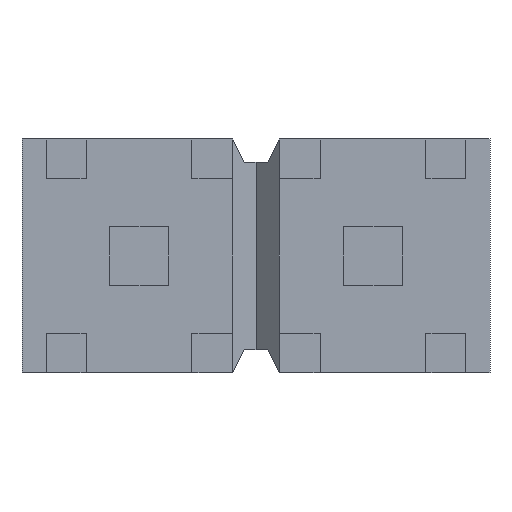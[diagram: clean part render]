
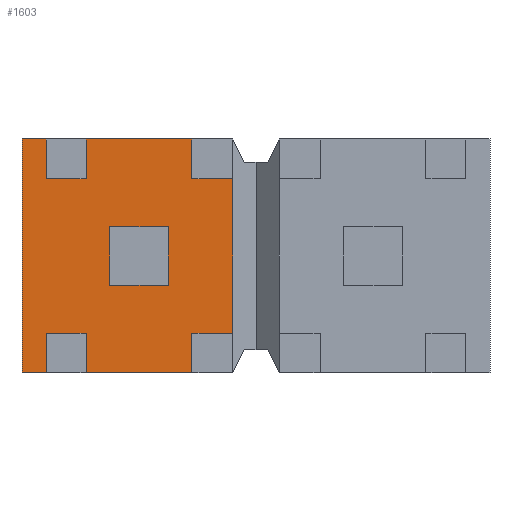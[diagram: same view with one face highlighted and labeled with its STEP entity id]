
A CAD part, front view. The second image highlights one B-rep face of the part: STEP entity #1603.
In plain terms, the highlighted planar face has unit normal (0, -1, 0).
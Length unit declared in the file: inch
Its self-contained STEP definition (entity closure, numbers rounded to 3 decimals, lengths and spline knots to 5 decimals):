
#255=ORIENTED_EDGE('',*,*,#576,.F.);
#256=ORIENTED_EDGE('',*,*,#625,.F.);
#257=ORIENTED_EDGE('',*,*,#587,.T.);
#258=ORIENTED_EDGE('',*,*,#527,.T.);
#259=ORIENTED_EDGE('',*,*,#584,.F.);
#260=ORIENTED_EDGE('',*,*,#626,.F.);
#261=ORIENTED_EDGE('',*,*,#489,.F.);
#262=ORIENTED_EDGE('',*,*,#627,.T.);
#263=ORIENTED_EDGE('',*,*,#581,.F.);
#264=ORIENTED_EDGE('',*,*,#508,.T.);
#265=ORIENTED_EDGE('',*,*,#586,.T.);
#266=ORIENTED_EDGE('',*,*,#628,.T.);
#267=ORIENTED_EDGE('',*,*,#573,.F.);
#268=ORIENTED_EDGE('',*,*,#504,.T.);
#269=ORIENTED_EDGE('',*,*,#623,.T.);
#270=ORIENTED_EDGE('',*,*,#531,.T.);
#271=ORIENTED_EDGE('',*,*,#619,.F.);
#272=ORIENTED_EDGE('',*,*,#614,.F.);
#273=ORIENTED_EDGE('',*,*,#611,.F.);
#274=ORIENTED_EDGE('',*,*,#608,.F.);
#489=EDGE_CURVE('',#710,#711,#855,.T.);
#504=EDGE_CURVE('',#723,#722,#870,.T.);
#508=EDGE_CURVE('',#727,#726,#874,.T.);
#527=EDGE_CURVE('',#742,#741,#893,.T.);
#531=EDGE_CURVE('',#746,#745,#897,.T.);
#573=EDGE_CURVE('',#723,#773,#939,.T.);
#576=EDGE_CURVE('',#774,#745,#942,.T.);
#581=EDGE_CURVE('',#727,#777,#947,.T.);
#584=EDGE_CURVE('',#778,#741,#950,.T.);
#586=EDGE_CURVE('',#726,#779,#952,.T.);
#587=EDGE_CURVE('',#780,#742,#953,.T.);
#608=EDGE_CURVE('',#794,#795,#974,.T.);
#611=EDGE_CURVE('',#795,#797,#977,.T.);
#614=EDGE_CURVE('',#797,#799,#980,.T.);
#619=EDGE_CURVE('',#799,#794,#985,.T.);
#623=EDGE_CURVE('',#722,#746,#989,.T.);
#625=EDGE_CURVE('',#780,#774,#991,.T.);
#626=EDGE_CURVE('',#711,#778,#992,.T.);
#627=EDGE_CURVE('',#710,#777,#993,.T.);
#628=EDGE_CURVE('',#779,#773,#994,.T.);
#710=VERTEX_POINT('',#2190);
#711=VERTEX_POINT('',#2192);
#722=VERTEX_POINT('',#2219);
#723=VERTEX_POINT('',#2221);
#726=VERTEX_POINT('',#2227);
#727=VERTEX_POINT('',#2229);
#741=VERTEX_POINT('',#2263);
#742=VERTEX_POINT('',#2265);
#745=VERTEX_POINT('',#2271);
#746=VERTEX_POINT('',#2273);
#773=VERTEX_POINT('',#2356);
#774=VERTEX_POINT('',#2360);
#777=VERTEX_POINT('',#2372);
#778=VERTEX_POINT('',#2376);
#779=VERTEX_POINT('',#2380);
#780=VERTEX_POINT('',#2384);
#794=VERTEX_POINT('',#2426);
#795=VERTEX_POINT('',#2428);
#797=VERTEX_POINT('',#2434);
#799=VERTEX_POINT('',#2440);
#855=LINE('',#2191,#1077);
#870=LINE('',#2220,#1092);
#874=LINE('',#2228,#1096);
#893=LINE('',#2264,#1115);
#897=LINE('',#2272,#1119);
#939=LINE('',#2355,#1161);
#942=LINE('',#2361,#1164);
#947=LINE('',#2371,#1169);
#950=LINE('',#2377,#1172);
#952=LINE('',#2381,#1174);
#953=LINE('',#2383,#1175);
#974=LINE('',#2427,#1196);
#977=LINE('',#2433,#1199);
#980=LINE('',#2439,#1202);
#985=LINE('',#2448,#1207);
#989=LINE('',#2454,#1211);
#991=LINE('',#2459,#1213);
#992=LINE('',#2460,#1214);
#993=LINE('',#2461,#1215);
#994=LINE('',#2462,#1216);
#1077=VECTOR('',#1781,39.37008);
#1092=VECTOR('',#1800,39.37008);
#1096=VECTOR('',#1804,39.37008);
#1115=VECTOR('',#1827,39.37008);
#1119=VECTOR('',#1831,39.37008);
#1161=VECTOR('',#1901,39.37008);
#1164=VECTOR('',#1906,39.37008);
#1169=VECTOR('',#1917,39.37008);
#1172=VECTOR('',#1922,39.37008);
#1174=VECTOR('',#1926,39.37008);
#1175=VECTOR('',#1929,39.37008);
#1196=VECTOR('',#1966,39.37008);
#1199=VECTOR('',#1971,39.37008);
#1202=VECTOR('',#1976,39.37008);
#1207=VECTOR('',#1985,39.37008);
#1211=VECTOR('',#1993,39.37008);
#1213=VECTOR('',#2001,39.37008);
#1214=VECTOR('',#2002,39.37008);
#1215=VECTOR('',#2003,39.37008);
#1216=VECTOR('',#2004,39.37008);
#1331=EDGE_LOOP('',(#255,#256,#257,#258,#259,#260,#261,#262,#263,#264,#265,
#266,#267,#268,#269,#270));
#1332=EDGE_LOOP('',(#271,#272,#273,#274));
#1425=FACE_BOUND('',#1331,.T.);
#1426=FACE_BOUND('',#1332,.T.);
#1517=PLANE('',#1715);
#1603=ADVANCED_FACE('',(#1425,#1426),#1517,.T.);
#1715=AXIS2_PLACEMENT_3D('',#2458,#1999,#2000);
#1781=DIRECTION('',(0.,0.,-1.));
#1800=DIRECTION('',(-1.,0.,0.));
#1804=DIRECTION('',(-1.,0.,0.));
#1827=DIRECTION('',(1.,0.,0.));
#1831=DIRECTION('',(1.,0.,0.));
#1901=DIRECTION('',(0.,0.,-1.));
#1906=DIRECTION('',(0.,0.,-1.));
#1917=DIRECTION('',(0.,0.,-1.));
#1922=DIRECTION('',(0.,0.,-1.));
#1926=DIRECTION('',(0.,0.,-1.));
#1929=DIRECTION('',(0.,0.,-1.));
#1966=DIRECTION('',(1.,0.,0.));
#1971=DIRECTION('',(0.,0.,1.));
#1976=DIRECTION('',(-1.,0.,0.));
#1985=DIRECTION('',(0.,0.,-1.));
#1993=DIRECTION('',(0.,0.,-1.));
#1999=DIRECTION('',(0.,-1.,0.));
#2000=DIRECTION('',(0.,0.,-1.));
#2001=DIRECTION('',(-1.,0.,0.));
#2002=DIRECTION('',(-1.,0.,0.));
#2003=DIRECTION('',(-1.,0.,0.));
#2004=DIRECTION('',(-1.,0.,0.));
#2190=CARTESIAN_POINT('',(-0.01,0.02,0.033));
#2191=CARTESIAN_POINT('',(-0.01,0.02,0.2));
#2192=CARTESIAN_POINT('',(-0.01,0.02,-0.033));
#2219=CARTESIAN_POINT('',(-0.1,0.02,0.05));
#2220=CARTESIAN_POINT('',(-0.1,0.02,0.05));
#2221=CARTESIAN_POINT('',(-0.0896,0.02,0.05));
#2227=CARTESIAN_POINT('',(-0.0726,0.02,0.05));
#2228=CARTESIAN_POINT('',(-0.1,0.02,0.05));
#2229=CARTESIAN_POINT('',(-0.0274,0.02,0.05));
#2263=CARTESIAN_POINT('',(-0.0274,0.02,-0.05));
#2264=CARTESIAN_POINT('',(0.1,0.02,-0.05));
#2265=CARTESIAN_POINT('',(-0.0726,0.02,-0.05));
#2271=CARTESIAN_POINT('',(-0.0896,0.02,-0.05));
#2272=CARTESIAN_POINT('',(0.1,0.02,-0.05));
#2273=CARTESIAN_POINT('',(-0.1,0.02,-0.05));
#2355=CARTESIAN_POINT('',(-0.0896,0.02,0.1));
#2356=CARTESIAN_POINT('',(-0.0896,0.02,0.033));
#2360=CARTESIAN_POINT('',(-0.0896,0.02,-0.033));
#2361=CARTESIAN_POINT('',(-0.0896,0.02,0.1));
#2371=CARTESIAN_POINT('',(-0.0274,0.02,0.1));
#2372=CARTESIAN_POINT('',(-0.0274,0.02,0.033));
#2376=CARTESIAN_POINT('',(-0.0274,0.02,-0.033));
#2377=CARTESIAN_POINT('',(-0.0274,0.02,0.1));
#2380=CARTESIAN_POINT('',(-0.0726,0.02,0.033));
#2381=CARTESIAN_POINT('',(-0.0726,0.02,0.1));
#2383=CARTESIAN_POINT('',(-0.0726,0.02,0.1));
#2384=CARTESIAN_POINT('',(-0.0726,0.02,-0.033));
#2426=CARTESIAN_POINT('',(-0.0625,0.02,-0.0125));
#2427=CARTESIAN_POINT('',(-0.0375,0.02,-0.0125));
#2428=CARTESIAN_POINT('',(-0.0375,0.02,-0.0125));
#2433=CARTESIAN_POINT('',(-0.0375,0.02,0.0125));
#2434=CARTESIAN_POINT('',(-0.0375,0.02,0.0125));
#2439=CARTESIAN_POINT('',(-0.0625,0.02,0.0125));
#2440=CARTESIAN_POINT('',(-0.0625,0.02,0.0125));
#2448=CARTESIAN_POINT('',(-0.0625,0.02,-0.0125));
#2454=CARTESIAN_POINT('',(-0.1,0.02,-0.05));
#2458=CARTESIAN_POINT('',(-0.0896,0.02,0.1));
#2459=CARTESIAN_POINT('',(0.2,0.02,-0.033));
#2460=CARTESIAN_POINT('',(0.2,0.02,-0.033));
#2461=CARTESIAN_POINT('',(0.2,0.02,0.033));
#2462=CARTESIAN_POINT('',(0.2,0.02,0.033));
